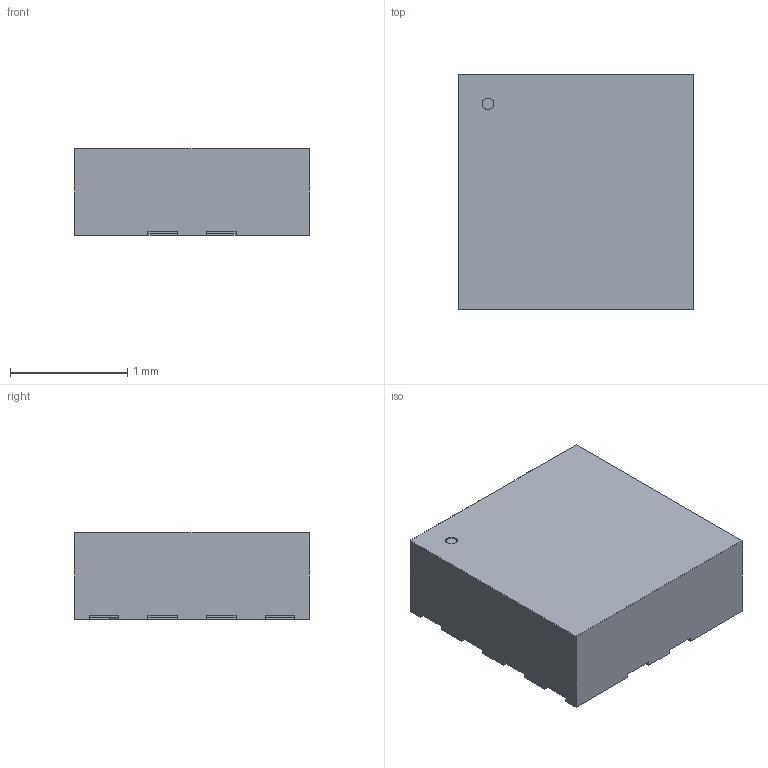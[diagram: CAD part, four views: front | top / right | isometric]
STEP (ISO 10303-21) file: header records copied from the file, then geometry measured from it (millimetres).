
FILE_DESCRIPTION (( 'STEP AP214' ), '1' );
FILE_NAME ('ST - LIS2DU12 - Website.STEP', '2023-06-15T16:17:00', ( '' ), ( '' ), 'SwSTEP 2.0', 'SolidWorks 2022', '' );
FILE_SCHEMA (( 'AUTOMOTIVE_DESIGN' ));
Length unit declared in the file: metre
Products named in the file (1): ST - LIS2DU12 - Website
Bounding box: 2 x 2 x 0.74 mm (x, y, z)
Volume: 2.9 mm3; surface area: 14.1 mm2
Topology: 1 solids, 1 shells, 82 faces, 237 edges, 158 vertices
Faces by surface type: plane 80, cylinder 2
Entity records: 2998 total; most frequent: CARTESIAN_POINT 478, ORIENTED_EDGE 474, DIRECTION 407, EDGE_CURVE 237, LINE 233, VECTOR 233, VERTEX_POINT 158, AXIS2_PLACEMENT_3D 87
